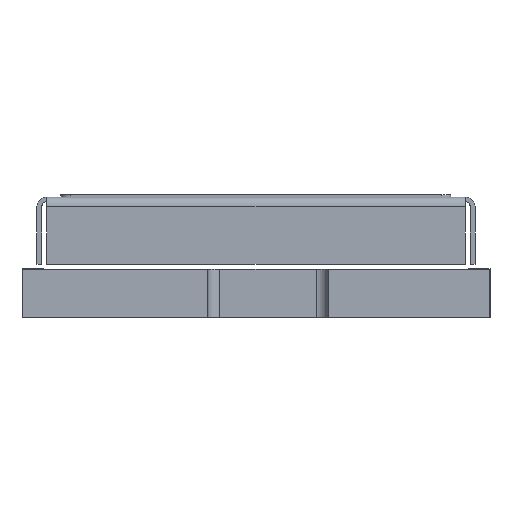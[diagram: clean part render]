
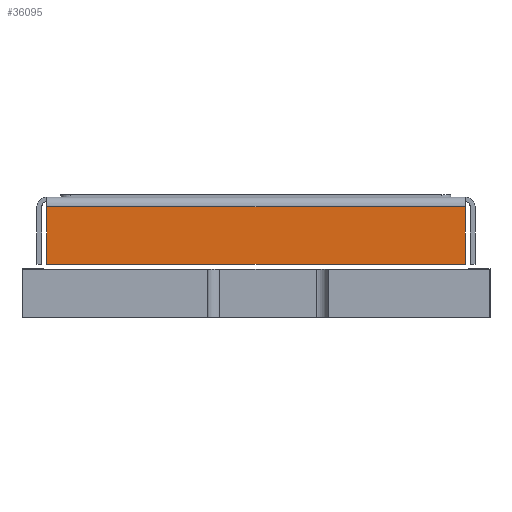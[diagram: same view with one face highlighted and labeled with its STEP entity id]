
A CAD part, front view. The second image highlights one B-rep face of the part: STEP entity #36095.
In plain terms, the highlighted planar face has unit normal (0, -1, 0).
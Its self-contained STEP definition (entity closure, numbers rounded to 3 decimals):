
#292 = ORIENTED_EDGE ( 'NONE', *, *, #12893, .T. ) ;
#2440 = VERTEX_POINT ( 'NONE', #17049 ) ;
#3959 = DIRECTION ( 'NONE',  ( 0., -1., 0. ) ) ;
#6069 = VECTOR ( 'NONE', #33366, 1000. ) ;
#6385 = CARTESIAN_POINT ( 'NONE',  ( -4.35, -4.66, 2.3 ) ) ;
#7162 = LINE ( 'NONE', #43961, #6069 ) ;
#8012 = CARTESIAN_POINT ( 'NONE',  ( 0., -4.66, 1.1 ) ) ;
#8194 = LINE ( 'NONE', #27370, #35273 ) ;
#12813 = VERTEX_POINT ( 'NONE', #40059 ) ;
#12893 = EDGE_CURVE ( 'NONE', #39067, #45469, #7162, .T. ) ;
#17049 = CARTESIAN_POINT ( 'NONE',  ( -4.35, -4.66, 1.1 ) ) ;
#17278 = CARTESIAN_POINT ( 'NONE',  ( 4.35, -4.66, 2.3 ) ) ;
#19055 = EDGE_CURVE ( 'NONE', #2440, #12813, #20833, .T. ) ;
#19998 = EDGE_CURVE ( 'NONE', #12813, #39067, #8194, .T. ) ;
#20833 = LINE ( 'NONE', #8012, #38484 ) ;
#24265 = ORIENTED_EDGE ( 'NONE', *, *, #19998, .T. ) ;
#25111 = CARTESIAN_POINT ( 'NONE',  ( -4.55, -4.66, 1.1 ) ) ;
#25603 = DIRECTION ( 'NONE',  ( 1., 0., 0. ) ) ;
#25645 = EDGE_CURVE ( 'NONE', #45469, #2440, #36479, .T. ) ;
#27088 = VECTOR ( 'NONE', #40205, 1000. ) ;
#27370 = CARTESIAN_POINT ( 'NONE',  ( 4.35, -4.66, 1.1 ) ) ;
#28659 = DIRECTION ( 'NONE',  ( 0., 0., -1. ) ) ;
#29452 = EDGE_LOOP ( 'NONE', ( #32185, #24265, #292, #42021 ) ) ;
#29547 = CARTESIAN_POINT ( 'NONE',  ( -4.35, -4.66, 1.1 ) ) ;
#30907 = DIRECTION ( 'NONE',  ( 0., 0., 1. ) ) ;
#32027 = PLANE ( 'NONE',  #36969 ) ;
#32185 = ORIENTED_EDGE ( 'NONE', *, *, #19055, .T. ) ;
#33366 = DIRECTION ( 'NONE',  ( -1., 0., 0. ) ) ;
#34526 = FACE_OUTER_BOUND ( 'NONE', #29452, .T. ) ;
#35273 = VECTOR ( 'NONE', #30907, 1000. ) ;
#36095 = ADVANCED_FACE ( 'NONE', ( #34526 ), #32027, .T. ) ;
#36479 = LINE ( 'NONE', #29547, #27088 ) ;
#36969 = AXIS2_PLACEMENT_3D ( 'NONE', #25111, #3959, #28659 ) ;
#38484 = VECTOR ( 'NONE', #25603, 1000. ) ;
#39067 = VERTEX_POINT ( 'NONE', #17278 ) ;
#40059 = CARTESIAN_POINT ( 'NONE',  ( 4.35, -4.66, 1.1 ) ) ;
#40205 = DIRECTION ( 'NONE',  ( 0., 0., -1. ) ) ;
#42021 = ORIENTED_EDGE ( 'NONE', *, *, #25645, .T. ) ;
#43961 = CARTESIAN_POINT ( 'NONE',  ( -4.55, -4.66, 2.3 ) ) ;
#45469 = VERTEX_POINT ( 'NONE', #6385 ) ;
